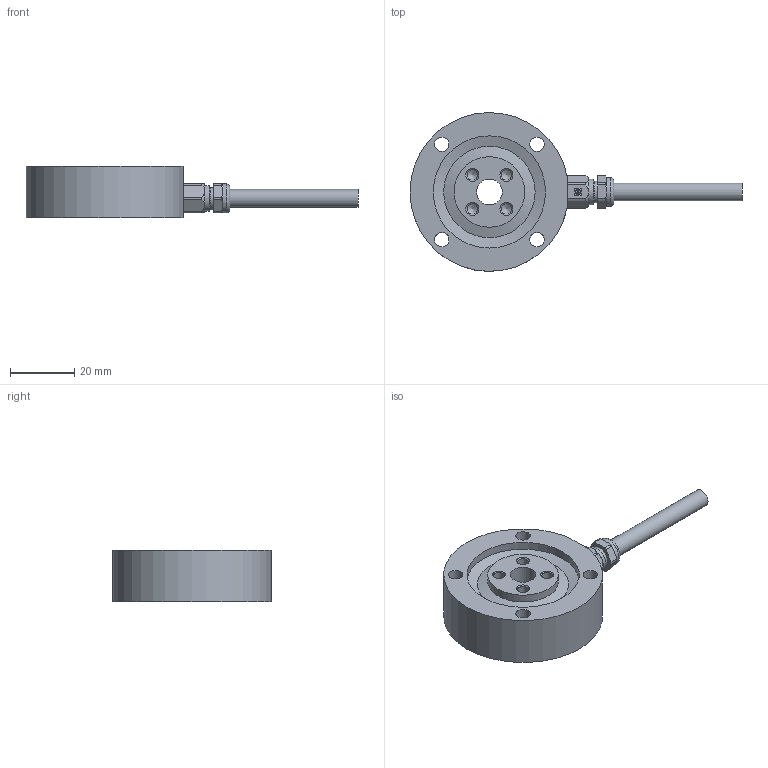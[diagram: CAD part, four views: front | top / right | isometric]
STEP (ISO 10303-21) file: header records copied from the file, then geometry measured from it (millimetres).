
FILE_DESCRIPTION (( 'STEP AP203' ), '1' );
FILE_NAME ('a_RKS01A-1k...7,5k-T.STEP', '2024-10-29T09:34:24', ( '' ), ( '' ), 'SwSTEP 2.0', 'SolidWorks 2023', '' );
FILE_SCHEMA (( 'CONFIG_CONTROL_DESIGN' ));
Length unit declared in the file: metre
Products named in the file (4): X02033Z1 SKINDICHT® MINI M 6x1      Art_ Nr_ 52001860(F=2); a_RKS01A-1k...7,5k-T; Kabel
Assembly tree (3 placements, depth 2):
  a_RKS01A-1k...7,5k-T
    a_RKS01A-1k...7,5k-T
    X02033Z1 SKINDICHT® MINI M 6x1      Art_ Nr_ 52001860(F=2)
    Kabel
Bounding box: 103.5 x 49.49 x 16 mm (x, y, z)
Volume: 26574 mm3; surface area: 10537.2 mm2
Topology: 3 solids, 4 shells, 120 faces, 278 edges, 175 vertices
Faces by surface type: cylinder 46, plane 44, cone 27, torus 3
Full cylindrical faces by diameter (mm): 2 x1, 3.3 x4, 4.5 x4, 4.773 x1, 5.6 x1, 6 x1, 6.773 x1, 6.8 x1, 8 x2, 9 x1, 20 x1, 22 x2, 35 x2, 36.5 x1
Entity records: 3652 total; most frequent: CARTESIAN_POINT 644, DIRECTION 572, ORIENTED_EDGE 460, AXIS2_PLACEMENT_3D 240, EDGE_CURVE 230, EDGE_LOOP 184, VERTEX_POINT 168, FACE_OUTER_BOUND 146
